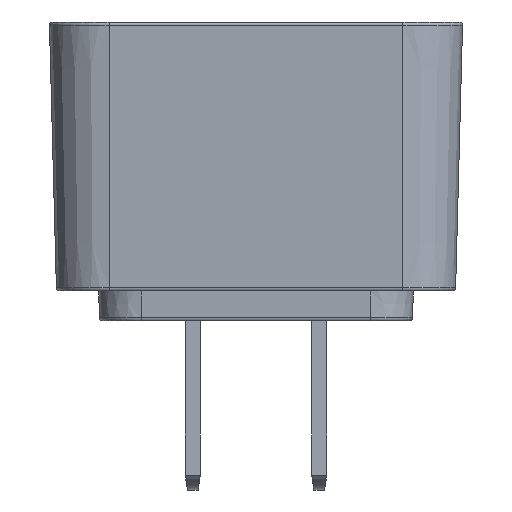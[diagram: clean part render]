
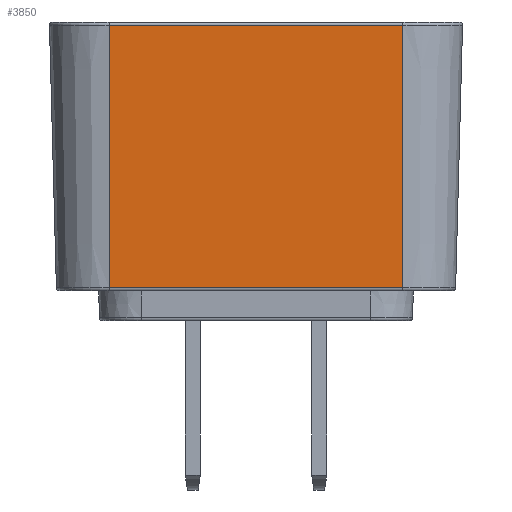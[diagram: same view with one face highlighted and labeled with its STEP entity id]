
A CAD part, left-side view. The second image highlights one B-rep face of the part: STEP entity #3850.
In plain terms, the highlighted face is planar.
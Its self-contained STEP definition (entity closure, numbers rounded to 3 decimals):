
#769 = AXIS2_PLACEMENT_3D ( 'NONE', #18790, #5706, #15658 ) ;
#2396 = LINE ( 'NONE', #39379, #27246 ) ;
#2598 = PLANE ( 'NONE',  #769 ) ;
#3385 = VERTEX_POINT ( 'NONE', #36947 ) ;
#3553 = EDGE_CURVE ( 'NONE', #32757, #3385, #33714, .T. ) ;
#3808 = DIRECTION ( 'NONE',  ( -0.026, 0., 1. ) ) ;
#3850 = ADVANCED_FACE ( 'NONE', ( #41759 ), #2598, .T. ) ;
#5491 = LINE ( 'NONE', #6925, #17691 ) ;
#5706 = DIRECTION ( 'NONE',  ( 1., 0., 0.026 ) ) ;
#6489 = CARTESIAN_POINT ( 'NONE',  ( 16.021, -14.75, -26.692 ) ) ;
#6925 = CARTESIAN_POINT ( 'NONE',  ( 16.029, -14.75, -27. ) ) ;
#8414 = VERTEX_POINT ( 'NONE', #10049 ) ;
#10049 = CARTESIAN_POINT ( 'NONE',  ( 16.021, 14.75, -26.692 ) ) ;
#12861 = DIRECTION ( 'NONE',  ( 0., -1., 0. ) ) ;
#13454 = VECTOR ( 'NONE', #12861, 1000. ) ;
#15136 = VECTOR ( 'NONE', #35812, 1000. ) ;
#15164 = EDGE_CURVE ( 'NONE', #8414, #32757, #2396, .T. ) ;
#15658 = DIRECTION ( 'NONE',  ( 0.026, 0., -1. ) ) ;
#17691 = VECTOR ( 'NONE', #3808, 1000. ) ;
#18790 = CARTESIAN_POINT ( 'NONE',  ( 16.029, -14.75, -27. ) ) ;
#19805 = ORIENTED_EDGE ( 'NONE', *, *, #15164, .T. ) ;
#20053 = DIRECTION ( 'NONE',  ( -0.026, 0., 1. ) ) ;
#20707 = CARTESIAN_POINT ( 'NONE',  ( 15.329, 14.75, -0.292 ) ) ;
#21361 = VERTEX_POINT ( 'NONE', #40874 ) ;
#23308 = LINE ( 'NONE', #6489, #15136 ) ;
#27246 = VECTOR ( 'NONE', #20053, 1000. ) ;
#27890 = ORIENTED_EDGE ( 'NONE', *, *, #32652, .F. ) ;
#28735 = CARTESIAN_POINT ( 'NONE',  ( 15.329, -14.75, -0.292 ) ) ;
#31838 = ORIENTED_EDGE ( 'NONE', *, *, #40967, .T. ) ;
#32146 = EDGE_LOOP ( 'NONE', ( #27890, #31838, #19805, #41674 ) ) ;
#32652 = EDGE_CURVE ( 'NONE', #21361, #3385, #5491, .T. ) ;
#32757 = VERTEX_POINT ( 'NONE', #20707 ) ;
#33714 = LINE ( 'NONE', #28735, #13454 ) ;
#35812 = DIRECTION ( 'NONE',  ( 0., 1., 0. ) ) ;
#36947 = CARTESIAN_POINT ( 'NONE',  ( 15.329, -14.75, -0.292 ) ) ;
#39379 = CARTESIAN_POINT ( 'NONE',  ( 16.029, 14.75, -27. ) ) ;
#40874 = CARTESIAN_POINT ( 'NONE',  ( 16.021, -14.75, -26.692 ) ) ;
#40967 = EDGE_CURVE ( 'NONE', #21361, #8414, #23308, .T. ) ;
#41674 = ORIENTED_EDGE ( 'NONE', *, *, #3553, .T. ) ;
#41759 = FACE_OUTER_BOUND ( 'NONE', #32146, .T. ) ;
